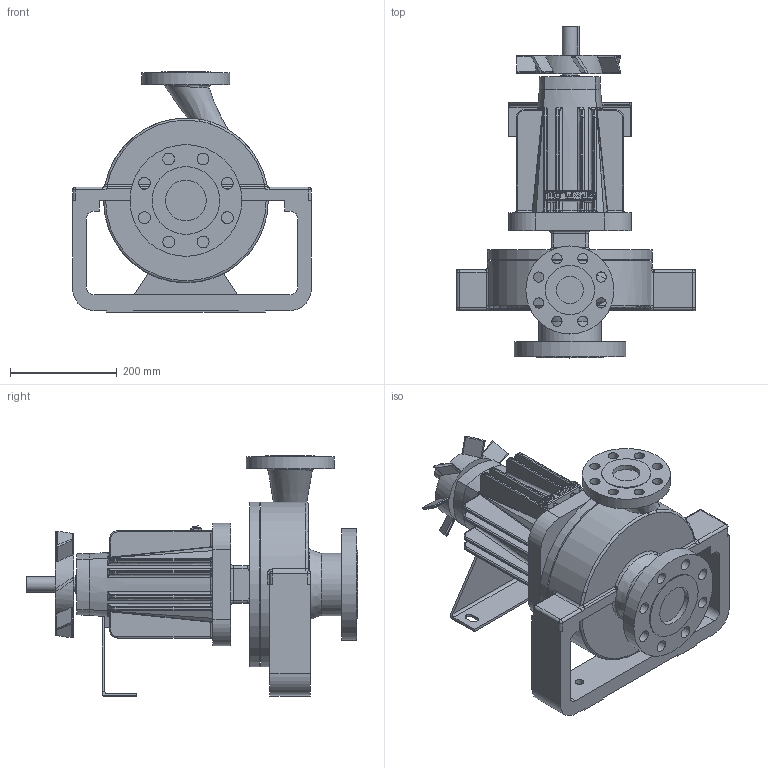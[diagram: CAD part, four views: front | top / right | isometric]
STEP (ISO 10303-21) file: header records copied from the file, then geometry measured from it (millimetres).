
FILE_DESCRIPTION(/* description */ ('Unknown'),/* implementation_level */ '2;1');
FILE_NAME(/* name */ 'CTP 2x3x8,5',/* time_stamp */ '2016-06-28T11:26:42+02:00',/* author */ ('Unknown'),/* organization */ ('Unknown'),/* preprocessor_version */ 'ST-DEVELOPER v16',/* originating_system */ 'DEX',/* authorisation */ $);
FILE_SCHEMA (('AUTOMOTIVE_DESIGN {1 0 10303 214 3 1 1}'));
Length unit declared in the file: millimetre
Products named in the file (1): Maatschets3D CTP pump only
Bounding box: 447.04 x 622.3 x 450.85 mm (x, y, z)
Volume: 19842730.7 mm3; surface area: 1258336.6 mm2
Topology: 1 solids, 1 shells, 810 faces, 2052 edges, 1184 vertices
Faces by surface type: plane 264, cylinder 260, bspline 200, torus 53, sphere 30, cone 3
Full cylindrical faces by diameter (mm): 16 x2, 19.05 x8, 22.225 x8, 28.563 x2, 35 x1, 50.8 x1, 76.2 x1, 92.075 x1, 117 x2, 127 x1, 130 x1, 165 x1, 209.5 x1, 235 x1, 309 x2
Entity records: 38846 total; most frequent: CARTESIAN_POINT 15525, ORIENTED_EDGE 3806, DIRECTION 3357, EDGE_CURVE 1903, AXIS2_PLACEMENT_3D 1286, VERTEX_POINT 1161, EDGE_LOOP 918, FACE_BOUND 918
